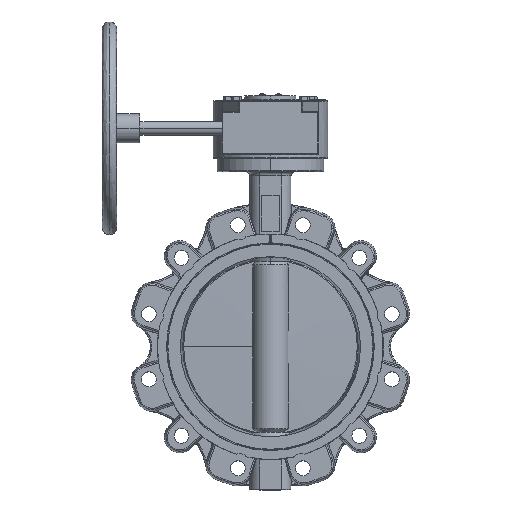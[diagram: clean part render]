
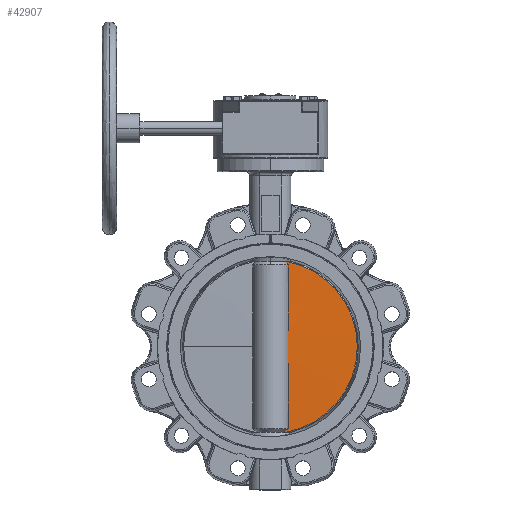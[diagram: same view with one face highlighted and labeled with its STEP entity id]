
A CAD part, top view. The second image highlights one B-rep face of the part: STEP entity #42907.
In plain terms, the highlighted conical face has half-angle 88.82 degrees and reference radius 48548.9 mm.
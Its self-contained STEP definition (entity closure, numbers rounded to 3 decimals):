
#1623 = CARTESIAN_POINT ( 'NONE',  ( 0., 0., -991.476 ) ) ;
#1807 = ORIENTED_EDGE ( 'NONE', *, *, #24693, .T. ) ;
#2025 = DIRECTION ( 'NONE',  ( 0., 0., -1. ) ) ;
#4782 = CARTESIAN_POINT ( 'NONE',  ( 25.277, -115.4, 6.09 ) ) ;
#4825 = EDGE_CURVE ( 'NONE', #7254, #24371, #56686, .T. ) ;
#5733 = VERTEX_POINT ( 'NONE', #51005 ) ;
#6439 = CARTESIAN_POINT ( 'NONE',  ( 25.277, -115.4, 6.09 ) ) ;
#7193 = DIRECTION ( 'NONE',  ( -1., 0., 0. ) ) ;
#7254 = VERTEX_POINT ( 'NONE', #32633 ) ;
#12062 = CARTESIAN_POINT ( 'NONE',  ( 25.277, 115.4, 6.09 ) ) ;
#14320 = CARTESIAN_POINT ( 'NONE',  ( 24.734, 9.618, 8.014 ) ) ;
#17028 = CARTESIAN_POINT ( 'NONE',  ( 22.144, 120.5, 6. ) ) ;
#18881 = CARTESIAN_POINT ( 'NONE',  ( 24.868, 38.469, 7.589 ) ) ;
#19461 = CARTESIAN_POINT ( 'NONE',  ( 20.018, 120.5, 6.008 ) ) ;
#20653 = EDGE_CURVE ( 'NONE', #54628, #26680, #28077, .T. ) ;
#21209 = CARTESIAN_POINT ( 'NONE',  ( 23.529, 117.105, 6.064 ) ) ;
#21335 = B_SPLINE_CURVE_WITH_KNOTS ( 'NONE', 3,
 ( #47026, #56975, #42483, #47231, #18881, #32726, #14320, #23622, #56766, #37936, #57198, #38337, #33351, #4782 ),
 .UNSPECIFIED., .F., .F.,
 ( 4, 2, 2, 2, 2, 2, 4 ),
 ( 0.017, 0.075, 0.104, 0.132, 0.161, 0.19, 0.248 ),
 .UNSPECIFIED. ) ;
#21555 = CARTESIAN_POINT ( 'NONE',  ( 20.018, -120.5, 6.008 ) ) ;
#23061 = B_SPLINE_CURVE_WITH_KNOTS ( 'NONE', 3,
 ( #6439, #59021, #55253, #21555 ),
 .UNSPECIFIED., .F., .F.,
 ( 4, 4 ),
 ( 0., 0.007 ),
 .UNSPECIFIED. ) ;
#23622 = CARTESIAN_POINT ( 'NONE',  ( 24.734, -9.621, 8.014 ) ) ;
#24371 = VERTEX_POINT ( 'NONE', #53517 ) ;
#24391 = CARTESIAN_POINT ( 'NONE',  ( 20.727, 120.5, 6.005 ) ) ;
#24693 = EDGE_CURVE ( 'NONE', #24371, #5733, #21335, .T. ) ;
#25292 = B_SPLINE_CURVE_WITH_KNOTS ( 'NONE', 3,
 ( #19461, #24391, #57537, #43457 ),
 .UNSPECIFIED., .F., .F.,
 ( 4, 4 ),
 ( 0.025, 0.027 ),
 .UNSPECIFIED. ) ;
#26396 = ORIENTED_EDGE ( 'NONE', *, *, #53362, .F. ) ;
#26680 = VERTEX_POINT ( 'NONE', #41900 ) ;
#27395 = ORIENTED_EDGE ( 'NONE', *, *, #4825, .T. ) ;
#28077 = CIRCLE ( 'NONE', #50945, 122.518 ) ;
#29241 = ORIENTED_EDGE ( 'NONE', *, *, #51975, .T. ) ;
#31032 = FACE_OUTER_BOUND ( 'NONE', #56384, .T. ) ;
#31450 = DIRECTION ( 'NONE',  ( 0., 0., -1. ) ) ;
#32633 = CARTESIAN_POINT ( 'NONE',  ( 20.018, 120.5, 6.008 ) ) ;
#32726 = CARTESIAN_POINT ( 'NONE',  ( 24.774, 19.235, 7.89 ) ) ;
#33351 = CARTESIAN_POINT ( 'NONE',  ( 25.183, -96.168, 6.478 ) ) ;
#33709 = CARTESIAN_POINT ( 'NONE',  ( 20.018, -120.5, 6.008 ) ) ;
#35212 = EDGE_CURVE ( 'NONE', #26680, #56256, #57153, .T. ) ;
#35273 = CARTESIAN_POINT ( 'NONE',  ( 20.018, 120.5, 6.008 ) ) ;
#35596 = ORIENTED_EDGE ( 'NONE', *, *, #20653, .F. ) ;
#35843 = CARTESIAN_POINT ( 'NONE',  ( 20.018, -120.5, 6.008 ) ) ;
#35860 = CARTESIAN_POINT ( 'NONE',  ( 21.777, 118.807, 6.036 ) ) ;
#37936 = CARTESIAN_POINT ( 'NONE',  ( 24.868, -38.472, 7.589 ) ) ;
#38337 = CARTESIAN_POINT ( 'NONE',  ( 25.08, -76.936, 6.864 ) ) ;
#41900 = CARTESIAN_POINT ( 'NONE',  ( 22.144, -120.5, 6. ) ) ;
#42483 = CARTESIAN_POINT ( 'NONE',  ( 25.08, 76.935, 6.864 ) ) ;
#42907 = ADVANCED_FACE ( 'NONE', ( #31032 ), #43587, .T. ) ;
#43457 = CARTESIAN_POINT ( 'NONE',  ( 22.144, 120.5, 6. ) ) ;
#43587 = CONICAL_SURFACE ( 'NONE', #54038, 48548.88, 1.55 ) ;
#47026 = CARTESIAN_POINT ( 'NONE',  ( 25.277, 115.4, 6.09 ) ) ;
#47231 = CARTESIAN_POINT ( 'NONE',  ( 24.922, 48.086, 7.411 ) ) ;
#47396 = CARTESIAN_POINT ( 'NONE',  ( 21.435, -120.5, 6.003 ) ) ;
#50945 = AXIS2_PLACEMENT_3D ( 'NONE', #55067, #31450, #55458 ) ;
#51005 = CARTESIAN_POINT ( 'NONE',  ( 25.277, -115.4, 6.09 ) ) ;
#51934 = CARTESIAN_POINT ( 'NONE',  ( 20.727, -120.5, 6.005 ) ) ;
#51975 = EDGE_CURVE ( 'NONE', #5733, #56256, #23061, .T. ) ;
#53362 = EDGE_CURVE ( 'NONE', #7254, #54628, #25292, .T. ) ;
#53517 = CARTESIAN_POINT ( 'NONE',  ( 25.277, 115.4, 6.09 ) ) ;
#54038 = AXIS2_PLACEMENT_3D ( 'NONE', #1623, #2025, #7193 ) ;
#54628 = VERTEX_POINT ( 'NONE', #17028 ) ;
#55067 = CARTESIAN_POINT ( 'NONE',  ( 0., 0., 6. ) ) ;
#55253 = CARTESIAN_POINT ( 'NONE',  ( 21.777, -118.807, 6.036 ) ) ;
#55458 = DIRECTION ( 'NONE',  ( -1., 0., 0. ) ) ;
#56256 = VERTEX_POINT ( 'NONE', #35843 ) ;
#56384 = EDGE_LOOP ( 'NONE', ( #26396, #27395, #1807, #29241, #57898, #35596 ) ) ;
#56686 = B_SPLINE_CURVE_WITH_KNOTS ( 'NONE', 3,
 ( #35273, #35860, #21209, #12062 ),
 .UNSPECIFIED., .F., .F.,
 ( 4, 4 ),
 ( 0.001, 0.008 ),
 .UNSPECIFIED. ) ;
#56766 = CARTESIAN_POINT ( 'NONE',  ( 24.774, -19.238, 7.89 ) ) ;
#56975 = CARTESIAN_POINT ( 'NONE',  ( 25.183, 96.167, 6.478 ) ) ;
#57153 = B_SPLINE_CURVE_WITH_KNOTS ( 'NONE', 3,
 ( #57339, #47396, #51934, #33709 ),
 .UNSPECIFIED., .F., .F.,
 ( 4, 4 ),
 ( 0.025, 0.027 ),
 .UNSPECIFIED. ) ;
#57198 = CARTESIAN_POINT ( 'NONE',  ( 24.922, -48.088, 7.411 ) ) ;
#57339 = CARTESIAN_POINT ( 'NONE',  ( 22.144, -120.5, 6. ) ) ;
#57537 = CARTESIAN_POINT ( 'NONE',  ( 21.435, 120.5, 6.003 ) ) ;
#57898 = ORIENTED_EDGE ( 'NONE', *, *, #35212, .F. ) ;
#59021 = CARTESIAN_POINT ( 'NONE',  ( 23.529, -117.105, 6.064 ) ) ;
